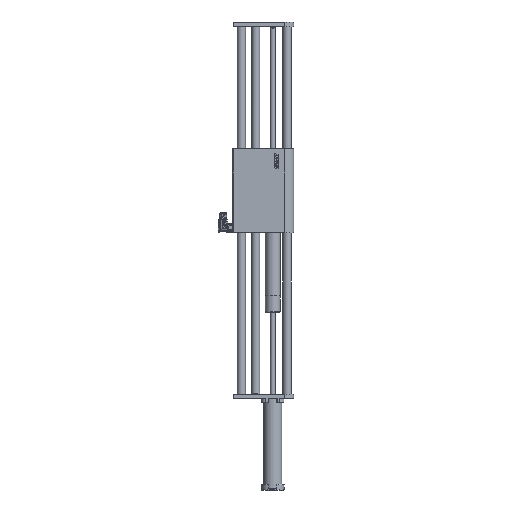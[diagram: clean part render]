
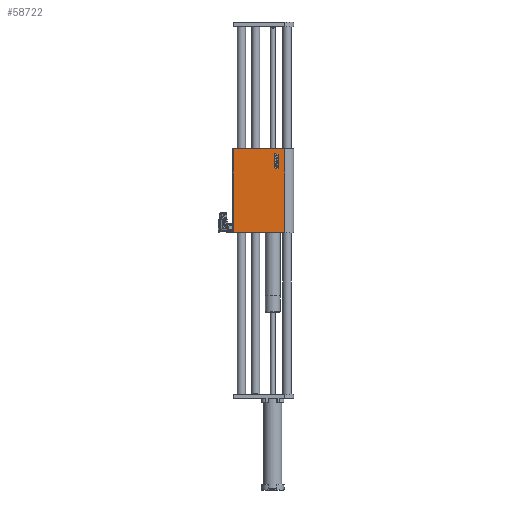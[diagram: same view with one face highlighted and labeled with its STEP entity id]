
A CAD part, left-side view. The second image highlights one B-rep face of the part: STEP entity #58722.
In plain terms, the highlighted planar face has unit normal (-1, 0, 0).
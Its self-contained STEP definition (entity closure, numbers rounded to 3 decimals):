
#1180 = EDGE_LOOP ( 'NONE', ( #112909, #76775, #9536, #138650 ) ) ;
#6404 = VERTEX_POINT ( 'NONE', #69439 ) ;
#8056 = DIRECTION ( 'NONE',  ( 0., 0., -1. ) ) ;
#8066 = DIRECTION ( 'NONE',  ( 0., 0.978, 0.208 ) ) ;
#9536 = ORIENTED_EDGE ( 'NONE', *, *, #66902, .T. ) ;
#14843 = CARTESIAN_POINT ( 'NONE',  ( -22.5, -55.043, 88.89 ) ) ;
#17137 = FACE_BOUND ( 'NONE', #1180, .T. ) ;
#18045 = VECTOR ( 'NONE', #110282, 1000. ) ;
#23999 = DIRECTION ( 'NONE',  ( 0., 0., -1. ) ) ;
#24463 = ORIENTED_EDGE ( 'NONE', *, *, #108700, .F. ) ;
#26634 = EDGE_CURVE ( 'NONE', #108631, #74045, #91342, .T. ) ;
#29895 = CARTESIAN_POINT ( 'NONE',  ( -22.5, -55.043, 0. ) ) ;
#35560 = CARTESIAN_POINT ( 'NONE',  ( -22.5, -46.059, 0. ) ) ;
#39081 = CARTESIAN_POINT ( 'NONE',  ( -22.5, -13.398, 62.961 ) ) ;
#40334 = CARTESIAN_POINT ( 'NONE',  ( -22.5, 57., -103. ) ) ;
#41020 = CARTESIAN_POINT ( 'NONE',  ( -22.5, -71.5, -103. ) ) ;
#42798 = AXIS2_PLACEMENT_3D ( 'NONE', #40334, #48844, #60090 ) ;
#43036 = ORIENTED_EDGE ( 'NONE', *, *, #26634, .T. ) ;
#47611 = DIRECTION ( 'NONE',  ( 0., 0., 1. ) ) ;
#47972 = ORIENTED_EDGE ( 'NONE', *, *, #64987, .T. ) ;
#48844 = DIRECTION ( 'NONE',  ( -1., 0., 0. ) ) ;
#52405 = LINE ( 'NONE', #39081, #63779 ) ;
#53080 = EDGE_CURVE ( 'NONE', #122293, #86526, #86598, .T. ) ;
#53621 = CARTESIAN_POINT ( 'NONE',  ( -22.5, 55.5, -103. ) ) ;
#55580 = CARTESIAN_POINT ( 'NONE',  ( -22.5, -20.493, 96.247 ) ) ;
#55980 = VECTOR ( 'NONE', #8056, 1000. ) ;
#57350 = VERTEX_POINT ( 'NONE', #77035 ) ;
#58722 = ADVANCED_FACE ( 'NONE', ( #70000, #17137 ), #136261, .T. ) ;
#59664 = VERTEX_POINT ( 'NONE', #127855 ) ;
#60090 = DIRECTION ( 'NONE',  ( 0., -1., 0. ) ) ;
#60301 = DIRECTION ( 'NONE',  ( 0., -1., 0. ) ) ;
#60576 = CARTESIAN_POINT ( 'NONE',  ( -22.5, -55.043, 54.099 ) ) ;
#61458 = LINE ( 'NONE', #41020, #95307 ) ;
#63779 = VECTOR ( 'NONE', #8066, 1000. ) ;
#64987 = EDGE_CURVE ( 'NONE', #74045, #59664, #61458, .T. ) ;
#65687 = VERTEX_POINT ( 'NONE', #60576 ) ;
#66902 = EDGE_CURVE ( 'NONE', #65687, #6404, #52405, .T. ) ;
#69439 = CARTESIAN_POINT ( 'NONE',  ( -22.5, -46.059, 56.01 ) ) ;
#70000 = FACE_OUTER_BOUND ( 'NONE', #125900, .T. ) ;
#74045 = VERTEX_POINT ( 'NONE', #119718 ) ;
#75246 = ORIENTED_EDGE ( 'NONE', *, *, #87002, .T. ) ;
#75461 = VECTOR ( 'NONE', #78379, 1000. ) ;
#76775 = ORIENTED_EDGE ( 'NONE', *, *, #96754, .T. ) ;
#77035 = CARTESIAN_POINT ( 'NONE',  ( -22.5, 55.5, 103. ) ) ;
#77505 = LINE ( 'NONE', #53621, #78272 ) ;
#77685 = LINE ( 'NONE', #87559, #75461 ) ;
#78272 = VECTOR ( 'NONE', #23999, 1000. ) ;
#78379 = DIRECTION ( 'NONE',  ( 0., -1., 0. ) ) ;
#82464 = VECTOR ( 'NONE', #60301, 1000. ) ;
#82793 = CARTESIAN_POINT ( 'NONE',  ( -22.5, -46.059, 90.803 ) ) ;
#86526 = VERTEX_POINT ( 'NONE', #14843 ) ;
#86598 = LINE ( 'NONE', #55580, #104810 ) ;
#87002 = EDGE_CURVE ( 'NONE', #57350, #108631, #77505, .T. ) ;
#87559 = CARTESIAN_POINT ( 'NONE',  ( -22.5, 57., 103. ) ) ;
#91342 = LINE ( 'NONE', #114619, #82464 ) ;
#95307 = VECTOR ( 'NONE', #47611, 1000. ) ;
#96754 = EDGE_CURVE ( 'NONE', #86526, #65687, #103255, .T. ) ;
#98611 = DIRECTION ( 'NONE',  ( 0., -0.978, -0.208 ) ) ;
#99609 = CARTESIAN_POINT ( 'NONE',  ( -22.5, 55.5, -103. ) ) ;
#103255 = LINE ( 'NONE', #29895, #55980 ) ;
#104810 = VECTOR ( 'NONE', #98611, 1000. ) ;
#108631 = VERTEX_POINT ( 'NONE', #99609 ) ;
#108700 = EDGE_CURVE ( 'NONE', #57350, #59664, #77685, .T. ) ;
#110282 = DIRECTION ( 'NONE',  ( 0., 0., 1. ) ) ;
#112909 = ORIENTED_EDGE ( 'NONE', *, *, #53080, .T. ) ;
#114619 = CARTESIAN_POINT ( 'NONE',  ( -22.5, 57., -103. ) ) ;
#119718 = CARTESIAN_POINT ( 'NONE',  ( -22.5, -71.5, -103. ) ) ;
#120851 = LINE ( 'NONE', #35560, #18045 ) ;
#122293 = VERTEX_POINT ( 'NONE', #82793 ) ;
#123772 = EDGE_CURVE ( 'NONE', #6404, #122293, #120851, .T. ) ;
#125900 = EDGE_LOOP ( 'NONE', ( #24463, #75246, #43036, #47972 ) ) ;
#127855 = CARTESIAN_POINT ( 'NONE',  ( -22.5, -71.5, 103. ) ) ;
#136261 = PLANE ( 'NONE',  #42798 ) ;
#138650 = ORIENTED_EDGE ( 'NONE', *, *, #123772, .T. ) ;
